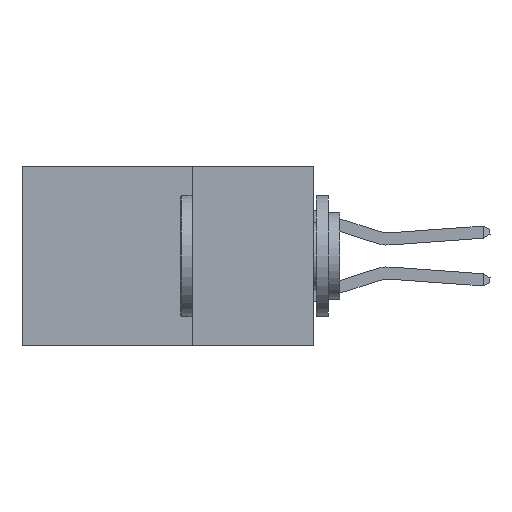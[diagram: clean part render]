
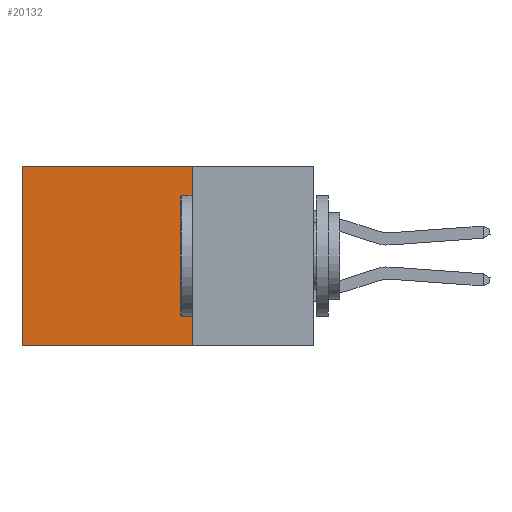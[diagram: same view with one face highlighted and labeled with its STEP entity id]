
A CAD part, left-side view. The second image highlights one B-rep face of the part: STEP entity #20132.
In plain terms, the highlighted planar face has unit normal (-1, 0, 0).
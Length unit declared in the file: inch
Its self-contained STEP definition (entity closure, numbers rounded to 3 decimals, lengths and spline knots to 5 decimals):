
#120 = CARTESIAN_POINT ( 'NONE',  ( 0.2875, 0.25, -0.37 ) ) ;
#358 = LINE ( 'NONE', #30600, #6190 ) ;
#1660 = DIRECTION ( 'NONE',  ( 0., 0., -1. ) ) ;
#2336 = DIRECTION ( 'NONE',  ( 0., 1., 0. ) ) ;
#2507 = ORIENTED_EDGE ( 'NONE', *, *, #8258, .T. ) ;
#5207 = AXIS2_PLACEMENT_3D ( 'NONE', #27858, #30276, #15635 ) ;
#5816 = LINE ( 'NONE', #120, #31096 ) ;
#5846 = EDGE_CURVE ( 'NONE', #6762, #30401, #5816, .T. ) ;
#5930 = VECTOR ( 'NONE', #2336, 39.37008 ) ;
#6190 = VECTOR ( 'NONE', #16063, 39.37008 ) ;
#6452 = FACE_OUTER_BOUND ( 'NONE', #24416, .T. ) ;
#6722 = LINE ( 'NONE', #17063, #5930 ) ;
#6762 = VERTEX_POINT ( 'NONE', #23479 ) ;
#7756 = EDGE_CURVE ( 'NONE', #17167, #21393, #6722, .T. ) ;
#8258 = EDGE_CURVE ( 'NONE', #21393, #30401, #17029, .T. ) ;
#10179 = EDGE_CURVE ( 'NONE', #17167, #6762, #358, .T. ) ;
#10718 = PLANE ( 'NONE',  #5207 ) ;
#11880 = CARTESIAN_POINT ( 'NONE',  ( 0.2875, 0.25, 0. ) ) ;
#12484 = DIRECTION ( 'NONE',  ( 0., 1., 0. ) ) ;
#13726 = CARTESIAN_POINT ( 'NONE',  ( 0.2875, 0.6, -0.37 ) ) ;
#15635 = DIRECTION ( 'NONE',  ( 0., 0., -1. ) ) ;
#16063 = DIRECTION ( 'NONE',  ( 0., 0., -1. ) ) ;
#16308 = ORIENTED_EDGE ( 'NONE', *, *, #10179, .F. ) ;
#16393 = CARTESIAN_POINT ( 'NONE',  ( 0.2875, 0.6, 0. ) ) ;
#17029 = LINE ( 'NONE', #16393, #24378 ) ;
#17063 = CARTESIAN_POINT ( 'NONE',  ( 0.2875, 0.25, 0. ) ) ;
#17167 = VERTEX_POINT ( 'NONE', #11880 ) ;
#20132 = ADVANCED_FACE ( 'NONE', ( #6452 ), #10718, .F. ) ;
#21393 = VERTEX_POINT ( 'NONE', #25044 ) ;
#22418 = ORIENTED_EDGE ( 'NONE', *, *, #7756, .T. ) ;
#23479 = CARTESIAN_POINT ( 'NONE',  ( 0.2875, 0.25, -0.37 ) ) ;
#24378 = VECTOR ( 'NONE', #1660, 39.37008 ) ;
#24416 = EDGE_LOOP ( 'NONE', ( #2507, #28720, #16308, #22418 ) ) ;
#25044 = CARTESIAN_POINT ( 'NONE',  ( 0.2875, 0.6, 0. ) ) ;
#27858 = CARTESIAN_POINT ( 'NONE',  ( 0.2875, 0.25, 0. ) ) ;
#28720 = ORIENTED_EDGE ( 'NONE', *, *, #5846, .F. ) ;
#30276 = DIRECTION ( 'NONE',  ( 1., 0., 0. ) ) ;
#30401 = VERTEX_POINT ( 'NONE', #13726 ) ;
#30600 = CARTESIAN_POINT ( 'NONE',  ( 0.2875, 0.25, 0. ) ) ;
#31096 = VECTOR ( 'NONE', #12484, 39.37008 ) ;
